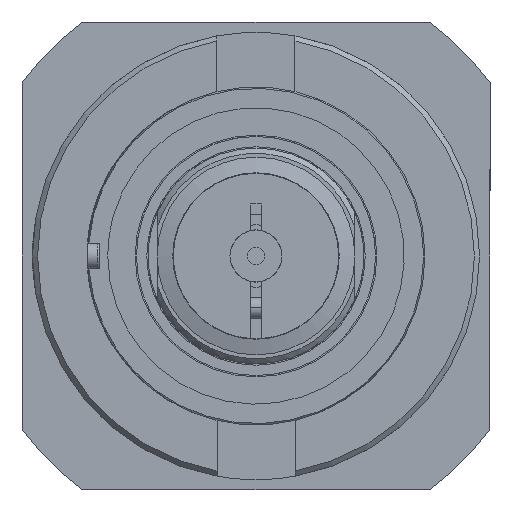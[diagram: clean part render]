
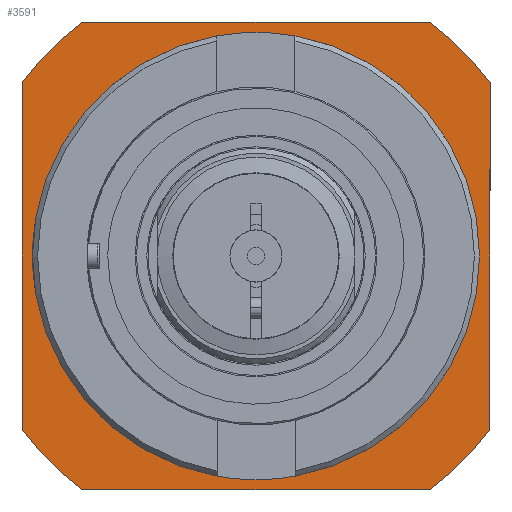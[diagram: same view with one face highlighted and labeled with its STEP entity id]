
A CAD part, left-side view. The second image highlights one B-rep face of the part: STEP entity #3591.
In plain terms, the highlighted planar face has unit normal (-1, 0, 0).
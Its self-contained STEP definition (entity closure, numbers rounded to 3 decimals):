
#3245=CARTESIAN_POINT('',(0.,-33.332,45.));
#3246=VERTEX_POINT('',#3245);
#3247=CARTESIAN_POINT('',(0.,33.332,45.0));
#3248=VERTEX_POINT('',#3247);
#3249=CARTESIAN_POINT('',(0.,-33.332,45.));
#3250=DIRECTION('',(0.0,1.0,0.0));
#3251=VECTOR('',#3250,66.663);
#3252=LINE('',#3249,#3251);
#3253=EDGE_CURVE('',#3246,#3248,#3252,.T.);
#3285=CARTESIAN_POINT('',(0.,-45.,-33.332));
#3286=VERTEX_POINT('',#3285);
#3287=CARTESIAN_POINT('',(0.,-45.,33.332));
#3288=VERTEX_POINT('',#3287);
#3289=CARTESIAN_POINT('',(0.,-45.,-33.332));
#3290=DIRECTION('',(0.0,0.0,1.0));
#3291=VECTOR('',#3290,66.663);
#3292=LINE('',#3289,#3291);
#3293=EDGE_CURVE('',#3286,#3288,#3292,.T.);
#3343=CARTESIAN_POINT('',(0.,33.332,-45.0));
#3344=VERTEX_POINT('',#3343);
#3345=CARTESIAN_POINT('',(0.,-33.332,-45.0));
#3346=VERTEX_POINT('',#3345);
#3347=CARTESIAN_POINT('',(0.,33.332,-45.0));
#3348=DIRECTION('',(0.0,-1.0,0.0));
#3349=VECTOR('',#3348,66.663);
#3350=LINE('',#3347,#3349);
#3351=EDGE_CURVE('',#3344,#3346,#3350,.T.);
#3383=CARTESIAN_POINT('',(0.,45.0,33.332));
#3384=VERTEX_POINT('',#3383);
#3385=CARTESIAN_POINT('',(0.,45.0,-33.332));
#3386=VERTEX_POINT('',#3385);
#3387=CARTESIAN_POINT('',(0.,45.0,33.332));
#3388=DIRECTION('',(0.0,0.0,-1.0));
#3389=VECTOR('',#3388,66.663);
#3390=LINE('',#3387,#3389);
#3391=EDGE_CURVE('',#3384,#3386,#3390,.T.);
#3475=CARTESIAN_POINT('',(0.,0.,0.0));
#3476=DIRECTION('',(1.0,0.0,0.0));
#3477=DIRECTION('',(0.0,1.0,0.0));
#3478=AXIS2_PLACEMENT_3D('',#3475,#3476,#3477);
#3479=CIRCLE('',#3478,56.0);
#3480=EDGE_CURVE('',#3344,#3386,#3479,.T.);
#3493=CARTESIAN_POINT('',(0.,0.,0.0));
#3494=DIRECTION('',(1.0,0.0,0.0));
#3495=DIRECTION('',(0.0,1.0,0.0));
#3496=AXIS2_PLACEMENT_3D('',#3493,#3494,#3495);
#3497=CIRCLE('',#3496,56.0);
#3498=EDGE_CURVE('',#3286,#3346,#3497,.T.);
#3511=CARTESIAN_POINT('',(0.,0.,0.0));
#3512=DIRECTION('',(1.0,0.0,0.0));
#3513=DIRECTION('',(0.0,1.0,0.0));
#3514=AXIS2_PLACEMENT_3D('',#3511,#3512,#3513);
#3515=CIRCLE('',#3514,56.0);
#3516=EDGE_CURVE('',#3246,#3288,#3515,.T.);
#3559=CARTESIAN_POINT('',(0.0,28.0,0.0));
#3560=DIRECTION('',(-1.0,0.0,0.0));
#3561=DIRECTION('',(0.0,0.0,1.0));
#3562=AXIS2_PLACEMENT_3D('',#3559,#3560,#3561);
#3563=PLANE('',#3562);
#3564=ORIENTED_EDGE('',*,*,#3253,.T.);
#3565=CARTESIAN_POINT('',(0.,0.,0.0));
#3566=DIRECTION('',(1.0,0.0,0.0));
#3567=DIRECTION('',(0.0,1.0,0.0));
#3568=AXIS2_PLACEMENT_3D('',#3565,#3566,#3567);
#3569=CIRCLE('',#3568,56.0);
#3570=EDGE_CURVE('',#3384,#3248,#3569,.T.);
#3571=ORIENTED_EDGE('',*,*,#3570,.F.);
#3572=ORIENTED_EDGE('',*,*,#3391,.T.);
#3573=ORIENTED_EDGE('',*,*,#3480,.F.);
#3574=ORIENTED_EDGE('',*,*,#3351,.T.);
#3575=ORIENTED_EDGE('',*,*,#3498,.F.);
#3576=ORIENTED_EDGE('',*,*,#3293,.T.);
#3577=ORIENTED_EDGE('',*,*,#3516,.F.);
#3578=EDGE_LOOP('',(#3564,#3571,#3572,#3573,#3574,#3575,#3576,#3577));
#3579=FACE_OUTER_BOUND('',#3578,.T.);
#3580=CARTESIAN_POINT('',(0.,0.,-43.));
#3581=VERTEX_POINT('',#3580);
#3582=CARTESIAN_POINT('',(0.,0.,0.));
#3583=DIRECTION('',(1.0,0.0,0.0));
#3584=DIRECTION('',(0.0,0.0,-1.0));
#3585=AXIS2_PLACEMENT_3D('',#3582,#3583,#3584);
#3586=CIRCLE('',#3585,43.);
#3587=EDGE_CURVE('',#3581,#3581,#3586,.T.);
#3588=ORIENTED_EDGE('',*,*,#3587,.T.);
#3589=EDGE_LOOP('',(#3588));
#3590=FACE_BOUND('',#3589,.T.);
#3591=ADVANCED_FACE('',(#3579,#3590),#3563,.T.);
